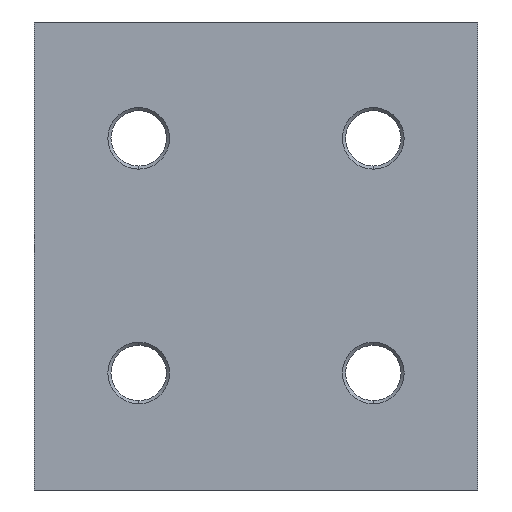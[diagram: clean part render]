
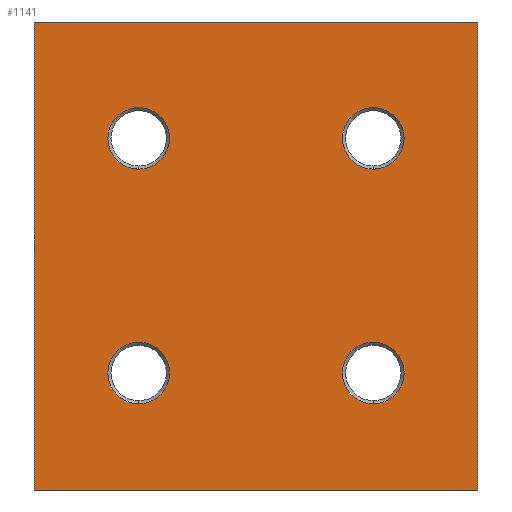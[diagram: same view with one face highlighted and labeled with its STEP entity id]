
A CAD part, front view. The second image highlights one B-rep face of the part: STEP entity #1141.
In plain terms, the highlighted planar face has unit normal (0, -1, 0).
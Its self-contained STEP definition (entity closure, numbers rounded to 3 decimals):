
#2 = CARTESIAN_POINT ( 'NONE',  ( 19.05, 0., 24. ) ) ;
#17 = DIRECTION ( 'NONE',  ( 0., 1., 0. ) ) ;
#35 = CARTESIAN_POINT ( 'NONE',  ( 19.05, 0., 57.1 ) ) ;
#48 = LINE ( 'NONE', #1452, #1455 ) ;
#80 = ORIENTED_EDGE ( 'NONE', *, *, #354, .T. ) ;
#90 = DIRECTION ( 'NONE',  ( 0., 0., 1. ) ) ;
#94 = CIRCLE ( 'NONE', #141, 5. ) ;
#125 = VERTEX_POINT ( 'NONE', #1287 ) ;
#141 = AXIS2_PLACEMENT_3D ( 'NONE', #1715, #1711, #1707 ) ;
#145 = AXIS2_PLACEMENT_3D ( 'NONE', #893, #900, #885 ) ;
#167 = AXIS2_PLACEMENT_3D ( 'NONE', #35, #17, #1596 ) ;
#173 = AXIS2_PLACEMENT_3D ( 'NONE', #1599, #1439, #737 ) ;
#188 = CARTESIAN_POINT ( 'NONE',  ( -19.05, 0., 57.1 ) ) ;
#209 = DIRECTION ( 'NONE',  ( 0., 0., 1. ) ) ;
#308 = CARTESIAN_POINT ( 'NONE',  ( -19.05, 0., 14. ) ) ;
#314 = EDGE_CURVE ( 'NONE', #597, #1652, #1737, .T. ) ;
#316 = DIRECTION ( 'NONE',  ( 0., 0., 1. ) ) ;
#318 = CARTESIAN_POINT ( 'NONE',  ( -36., 0., 0. ) ) ;
#326 = DIRECTION ( 'NONE',  ( 0., 1., 0. ) ) ;
#327 = EDGE_CURVE ( 'NONE', #637, #742, #372, .T. ) ;
#328 = CIRCLE ( 'NONE', #1712, 5. ) ;
#329 = EDGE_CURVE ( 'NONE', #1049, #814, #1353, .T. ) ;
#353 = EDGE_CURVE ( 'NONE', #125, #1177, #1136, .T. ) ;
#354 = EDGE_CURVE ( 'NONE', #814, #1049, #94, .T. ) ;
#355 = VECTOR ( 'NONE', #1454, 1000. ) ;
#362 = EDGE_CURVE ( 'NONE', #1477, #1177, #48, .T. ) ;
#372 = CIRCLE ( 'NONE', #173, 5. ) ;
#375 = EDGE_CURVE ( 'NONE', #602, #1477, #1414, .T. ) ;
#428 = ORIENTED_EDGE ( 'NONE', *, *, #1258, .T. ) ;
#448 = CARTESIAN_POINT ( 'NONE',  ( -19.05, 0., 24. ) ) ;
#458 = DIRECTION ( 'NONE',  ( -1., 0., 0. ) ) ;
#466 = CIRCLE ( 'NONE', #1101, 5. ) ;
#470 = CARTESIAN_POINT ( 'NONE',  ( 36., 0., 76. ) ) ;
#539 = CARTESIAN_POINT ( 'NONE',  ( 19.05, 0., 52.1 ) ) ;
#597 = VERTEX_POINT ( 'NONE', #1078 ) ;
#600 = EDGE_CURVE ( 'NONE', #742, #637, #328, .T. ) ;
#602 = VERTEX_POINT ( 'NONE', #1071 ) ;
#637 = VERTEX_POINT ( 'NONE', #2 ) ;
#657 = ORIENTED_EDGE ( 'NONE', *, *, #600, .T. ) ;
#737 = DIRECTION ( 'NONE',  ( 0., 0., 1. ) ) ;
#738 = CIRCLE ( 'NONE', #1266, 5. ) ;
#742 = VERTEX_POINT ( 'NONE', #1655 ) ;
#743 = VERTEX_POINT ( 'NONE', #1649 ) ;
#750 = VECTOR ( 'NONE', #1603, 1000. ) ;
#792 = DIRECTION ( 'NONE',  ( 0., 0., 1. ) ) ;
#804 = DIRECTION ( 'NONE',  ( 0., 1., 0. ) ) ;
#814 = VERTEX_POINT ( 'NONE', #308 ) ;
#826 = LINE ( 'NONE', #1299, #1073 ) ;
#833 = ORIENTED_EDGE ( 'NONE', *, *, #353, .T. ) ;
#850 = CIRCLE ( 'NONE', #1168, 5. ) ;
#885 = DIRECTION ( 'NONE',  ( 0., 0., 1. ) ) ;
#887 = DIRECTION ( 'NONE',  ( 0., 1., 0. ) ) ;
#893 = CARTESIAN_POINT ( 'NONE',  ( -19.05, 0., 19. ) ) ;
#895 = ORIENTED_EDGE ( 'NONE', *, *, #362, .F. ) ;
#900 = DIRECTION ( 'NONE',  ( 0., 1., 0. ) ) ;
#909 = VERTEX_POINT ( 'NONE', #1460 ) ;
#916 = EDGE_LOOP ( 'NONE', ( #80, #1272 ) ) ;
#920 = CARTESIAN_POINT ( 'NONE',  ( 19.05, 0., 19. ) ) ;
#956 = ORIENTED_EDGE ( 'NONE', *, *, #1080, .T. ) ;
#957 = ORIENTED_EDGE ( 'NONE', *, *, #1067, .T. ) ;
#979 = FACE_BOUND ( 'NONE', #1076, .T. ) ;
#1018 = DIRECTION ( 'NONE',  ( 0., 1., 0. ) ) ;
#1037 = ORIENTED_EDGE ( 'NONE', *, *, #375, .F. ) ;
#1049 = VERTEX_POINT ( 'NONE', #448 ) ;
#1067 = EDGE_CURVE ( 'NONE', #909, #743, #738, .T. ) ;
#1071 = CARTESIAN_POINT ( 'NONE',  ( 36., 0., 76. ) ) ;
#1073 = VECTOR ( 'NONE', #458, 1000. ) ;
#1076 = EDGE_LOOP ( 'NONE', ( #657, #1589 ) ) ;
#1078 = CARTESIAN_POINT ( 'NONE',  ( 19.05, 0., 62.1 ) ) ;
#1080 = EDGE_CURVE ( 'NONE', #602, #125, #826, .T. ) ;
#1100 = CARTESIAN_POINT ( 'NONE',  ( 36., 0., 0. ) ) ;
#1101 = AXIS2_PLACEMENT_3D ( 'NONE', #1714, #887, #90 ) ;
#1136 = LINE ( 'NONE', #1458, #750 ) ;
#1141 = ADVANCED_FACE ( 'NONE', ( #1403, #1363, #979, #1668, #1326 ), #1572, .F. ) ;
#1153 = DIRECTION ( 'NONE',  ( 0., 1., 0. ) ) ;
#1163 = CARTESIAN_POINT ( 'NONE',  ( 19.05, 0., 57.1 ) ) ;
#1168 = AXIS2_PLACEMENT_3D ( 'NONE', #1163, #326, #1307 ) ;
#1177 = VERTEX_POINT ( 'NONE', #318 ) ;
#1193 = EDGE_CURVE ( 'NONE', #1652, #597, #850, .T. ) ;
#1203 = AXIS2_PLACEMENT_3D ( 'NONE', #470, #1018, #209 ) ;
#1258 = EDGE_CURVE ( 'NONE', #743, #909, #466, .T. ) ;
#1266 = AXIS2_PLACEMENT_3D ( 'NONE', #188, #1153, #316 ) ;
#1272 = ORIENTED_EDGE ( 'NONE', *, *, #329, .T. ) ;
#1287 = CARTESIAN_POINT ( 'NONE',  ( -36., 0., 76. ) ) ;
#1299 = CARTESIAN_POINT ( 'NONE',  ( 36., 0., 76. ) ) ;
#1307 = DIRECTION ( 'NONE',  ( 0., 0., 1. ) ) ;
#1317 = CARTESIAN_POINT ( 'NONE',  ( 36., 0., 76. ) ) ;
#1326 = FACE_OUTER_BOUND ( 'NONE', #1430, .T. ) ;
#1353 = CIRCLE ( 'NONE', #145, 5. ) ;
#1363 = FACE_BOUND ( 'NONE', #1583, .T. ) ;
#1403 = FACE_BOUND ( 'NONE', #1422, .T. ) ;
#1414 = LINE ( 'NONE', #1317, #355 ) ;
#1416 = ORIENTED_EDGE ( 'NONE', *, *, #314, .T. ) ;
#1422 = EDGE_LOOP ( 'NONE', ( #428, #957 ) ) ;
#1430 = EDGE_LOOP ( 'NONE', ( #833, #895, #1037, #956 ) ) ;
#1439 = DIRECTION ( 'NONE',  ( 0., 1., 0. ) ) ;
#1445 = DIRECTION ( 'NONE',  ( -1., 0., 0. ) ) ;
#1452 = CARTESIAN_POINT ( 'NONE',  ( 36., 0., 0. ) ) ;
#1454 = DIRECTION ( 'NONE',  ( 0., 0., -1. ) ) ;
#1455 = VECTOR ( 'NONE', #1445, 1000. ) ;
#1458 = CARTESIAN_POINT ( 'NONE',  ( -36., 0., 76. ) ) ;
#1460 = CARTESIAN_POINT ( 'NONE',  ( -19.05, 0., 62.1 ) ) ;
#1477 = VERTEX_POINT ( 'NONE', #1100 ) ;
#1559 = ORIENTED_EDGE ( 'NONE', *, *, #1193, .T. ) ;
#1572 = PLANE ( 'NONE',  #1203 ) ;
#1583 = EDGE_LOOP ( 'NONE', ( #1559, #1416 ) ) ;
#1589 = ORIENTED_EDGE ( 'NONE', *, *, #327, .T. ) ;
#1596 = DIRECTION ( 'NONE',  ( 0., 0., 1. ) ) ;
#1599 = CARTESIAN_POINT ( 'NONE',  ( 19.05, 0., 19. ) ) ;
#1603 = DIRECTION ( 'NONE',  ( 0., 0., -1. ) ) ;
#1649 = CARTESIAN_POINT ( 'NONE',  ( -19.05, 0., 52.1 ) ) ;
#1652 = VERTEX_POINT ( 'NONE', #539 ) ;
#1655 = CARTESIAN_POINT ( 'NONE',  ( 19.05, 0., 14. ) ) ;
#1668 = FACE_BOUND ( 'NONE', #916, .T. ) ;
#1707 = DIRECTION ( 'NONE',  ( 0., 0., 1. ) ) ;
#1711 = DIRECTION ( 'NONE',  ( 0., 1., 0. ) ) ;
#1712 = AXIS2_PLACEMENT_3D ( 'NONE', #920, #804, #792 ) ;
#1714 = CARTESIAN_POINT ( 'NONE',  ( -19.05, 0., 57.1 ) ) ;
#1715 = CARTESIAN_POINT ( 'NONE',  ( -19.05, 0., 19. ) ) ;
#1737 = CIRCLE ( 'NONE', #167, 5. ) ;
